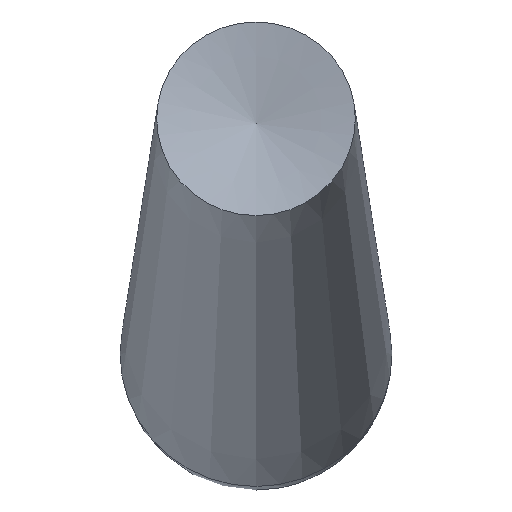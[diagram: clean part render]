
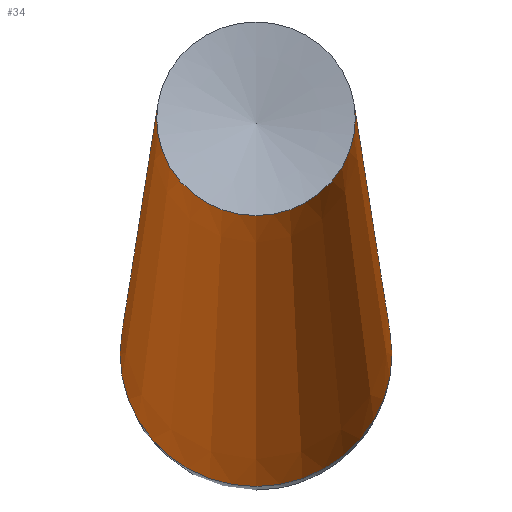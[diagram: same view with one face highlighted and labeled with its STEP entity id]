
A CAD part, front view. The second image highlights one B-rep face of the part: STEP entity #34.
In plain terms, the highlighted conical face has half-angle 2 degrees and reference radius 1.121 mm.
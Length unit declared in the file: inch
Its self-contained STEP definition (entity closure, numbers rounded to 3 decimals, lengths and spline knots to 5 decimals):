
#14=FACE_BOUND($,#19,.T.);
#15=FACE_OUTER_BOUND($,#18,.T.);
#18=EDGE_LOOP($,(#28));
#19=EDGE_LOOP($,(#29));
#22=CIRCLE($,#41,0.051);
#23=CIRCLE($,#42,0.03729);
#24=VERTEX_POINT($,#59);
#25=VERTEX_POINT($,#61);
#26=EDGE_CURVE($,#24,#24,#22,.T.);
#27=EDGE_CURVE($,#25,#25,#23,.T.);
#28=ORIENTED_EDGE($,*,*,#26,.F.);
#29=ORIENTED_EDGE($,*,*,#27,.T.);
#32=CONICAL_SURFACE($,#40,0.04414,2.);
#34=ADVANCED_FACE($,(#15,#14),#32,.T.);
#40=AXIS2_PLACEMENT_3D($,#58,#47,#48);
#41=AXIS2_PLACEMENT_3D($,#60,#49,#50);
#42=AXIS2_PLACEMENT_3D($,#62,#51,#52);
#47=DIRECTION('center_axis',(0.,0.974,-0.225));
#48=DIRECTION('ref_axis',(0.,0.225,0.974));
#49=DIRECTION('center_axis',(0.,0.974,-0.225));
#50=DIRECTION('ref_axis',(0.,0.225,0.974));
#51=DIRECTION('center_axis',(0.,0.974,-0.225));
#52=DIRECTION('ref_axis',(0.,0.225,0.974));
#58=CARTESIAN_POINT('Origin',(0.,0.14291,-0.03299));
#59=CARTESIAN_POINT('',(0.,0.34568,-0.02747));
#60=CARTESIAN_POINT('Origin',(0.,0.33421,-0.07716));
#61=CARTESIAN_POINT('',(0.,-0.04,0.0475));
#62=CARTESIAN_POINT('Origin',(0.,-0.04839,0.01117));
